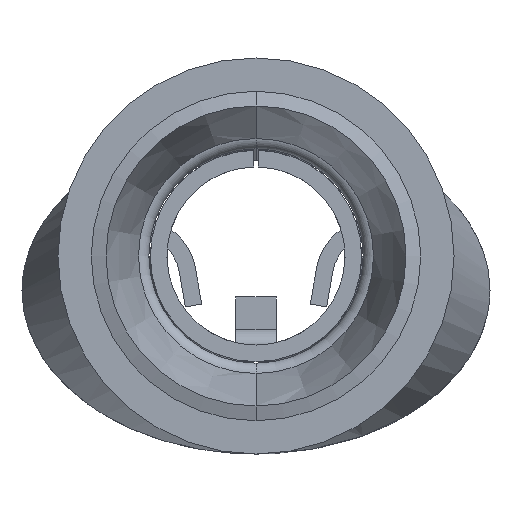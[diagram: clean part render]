
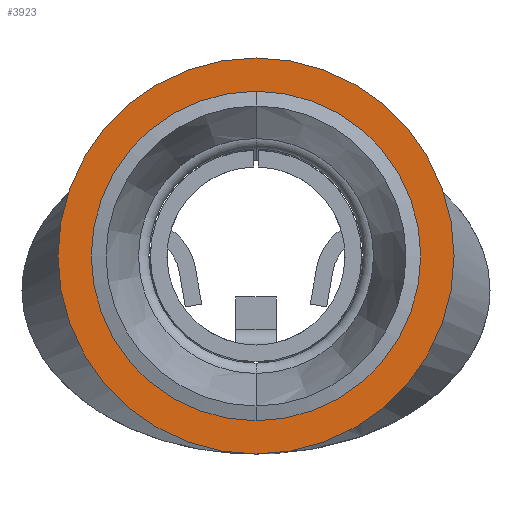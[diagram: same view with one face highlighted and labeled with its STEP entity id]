
A CAD part, front view. The second image highlights one B-rep face of the part: STEP entity #3923.
In plain terms, the highlighted planar face has unit normal (0, -1, 0).
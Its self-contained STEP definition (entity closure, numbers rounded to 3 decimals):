
#94 = VERTEX_POINT ( 'NONE', #3619 ) ;
#381 = DIRECTION ( 'NONE',  ( 0., 1., 0. ) ) ;
#526 = CIRCLE ( 'NONE', #3283, 4.16 ) ;
#818 = EDGE_CURVE ( 'NONE', #94, #1255, #526, .T. ) ;
#983 = VERTEX_POINT ( 'NONE', #4484 ) ;
#1135 = CARTESIAN_POINT ( 'NONE',  ( 0., -15.5, 2.22 ) ) ;
#1170 = DIRECTION ( 'NONE',  ( 1., 0., 0. ) ) ;
#1255 = VERTEX_POINT ( 'NONE', #4708 ) ;
#1464 = CARTESIAN_POINT ( 'NONE',  ( 0., -15.5, 2.22 ) ) ;
#1617 = CARTESIAN_POINT ( 'NONE',  ( -4.16, -15.5, 2.22 ) ) ;
#1740 = CIRCLE ( 'NONE', #2881, 4.16 ) ;
#2034 = CARTESIAN_POINT ( 'NONE',  ( 0., -15.5, 2.22 ) ) ;
#2074 = VERTEX_POINT ( 'NONE', #5440 ) ;
#2442 = DIRECTION ( 'NONE',  ( 1., 0., 0. ) ) ;
#2684 = ORIENTED_EDGE ( 'NONE', *, *, #818, .F. ) ;
#2717 = DIRECTION ( 'NONE',  ( -1., 0., 0. ) ) ;
#2879 = DIRECTION ( 'NONE',  ( 0., -1., 0. ) ) ;
#2881 = AXIS2_PLACEMENT_3D ( 'NONE', #5064, #5143, #3386 ) ;
#2952 = AXIS2_PLACEMENT_3D ( 'NONE', #1617, #2879, #2442 ) ;
#3283 = AXIS2_PLACEMENT_3D ( 'NONE', #1464, #4430, #2717 ) ;
#3331 = EDGE_LOOP ( 'NONE', ( #4030, #2684 ) ) ;
#3386 = DIRECTION ( 'NONE',  ( -1., 0., 0. ) ) ;
#3619 = CARTESIAN_POINT ( 'NONE',  ( 4.16, -15.5, 2.22 ) ) ;
#3923 = ADVANCED_FACE ( 'NONE', ( #4268, #4978 ), #4132, .T. ) ;
#4030 = ORIENTED_EDGE ( 'NONE', *, *, #5333, .F. ) ;
#4053 = CIRCLE ( 'NONE', #4283, 3.46 ) ;
#4132 = PLANE ( 'NONE',  #2952 ) ;
#4189 = DIRECTION ( 'NONE',  ( 1., 0., 0. ) ) ;
#4268 = FACE_BOUND ( 'NONE', #4607, .T. ) ;
#4283 = AXIS2_PLACEMENT_3D ( 'NONE', #2034, #5000, #4189 ) ;
#4430 = DIRECTION ( 'NONE',  ( 0., 1., 0. ) ) ;
#4484 = CARTESIAN_POINT ( 'NONE',  ( 3.46, -15.5, 2.22 ) ) ;
#4538 = EDGE_CURVE ( 'NONE', #2074, #983, #4053, .T. ) ;
#4607 = EDGE_LOOP ( 'NONE', ( #5100, #5128 ) ) ;
#4614 = EDGE_CURVE ( 'NONE', #983, #2074, #4795, .T. ) ;
#4708 = CARTESIAN_POINT ( 'NONE',  ( -4.16, -15.5, 2.22 ) ) ;
#4795 = CIRCLE ( 'NONE', #5397, 3.46 ) ;
#4978 = FACE_OUTER_BOUND ( 'NONE', #3331, .T. ) ;
#5000 = DIRECTION ( 'NONE',  ( 0., 1., 0. ) ) ;
#5064 = CARTESIAN_POINT ( 'NONE',  ( 0., -15.5, 2.22 ) ) ;
#5100 = ORIENTED_EDGE ( 'NONE', *, *, #4538, .T. ) ;
#5128 = ORIENTED_EDGE ( 'NONE', *, *, #4614, .T. ) ;
#5143 = DIRECTION ( 'NONE',  ( 0., 1., 0. ) ) ;
#5333 = EDGE_CURVE ( 'NONE', #1255, #94, #1740, .T. ) ;
#5397 = AXIS2_PLACEMENT_3D ( 'NONE', #1135, #381, #1170 ) ;
#5440 = CARTESIAN_POINT ( 'NONE',  ( -3.46, -15.5, 2.22 ) ) ;
